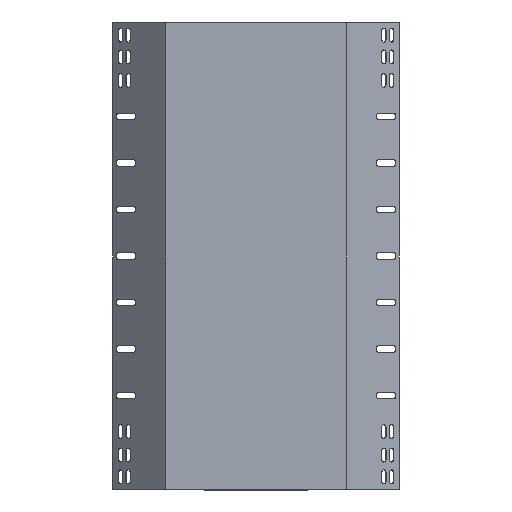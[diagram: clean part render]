
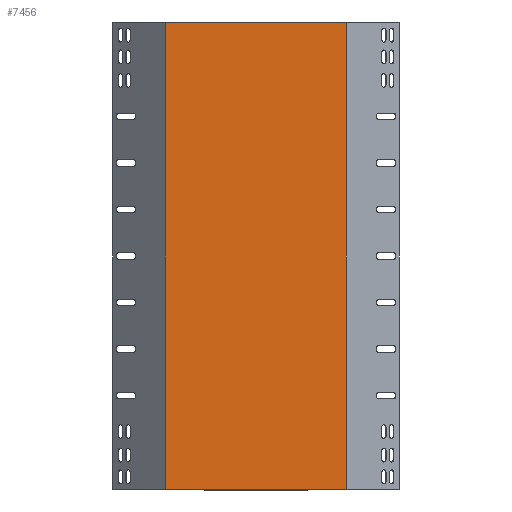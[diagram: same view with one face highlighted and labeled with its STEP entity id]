
A CAD part, front view. The second image highlights one B-rep face of the part: STEP entity #7456.
In plain terms, the highlighted planar face has unit normal (0, -1, 0).
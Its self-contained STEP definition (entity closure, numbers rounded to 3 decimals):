
#17 = ORIENTED_EDGE ( 'NONE', *, *, #6373, .F. ) ;
#507 = VECTOR ( 'NONE', #9239, 1000. ) ;
#1041 = EDGE_CURVE ( 'NONE', #2017, #9327, #9551, .T. ) ;
#1108 = DIRECTION ( 'NONE',  ( 0., 0., 1. ) ) ;
#1120 = DIRECTION ( 'NONE',  ( 0., 1., 0. ) ) ;
#1123 = PLANE ( 'NONE',  #3237 ) ;
#1144 = CARTESIAN_POINT ( 'NONE',  ( -118.918, -23.927, 225. ) ) ;
#2017 = VERTEX_POINT ( 'NONE', #4946 ) ;
#2258 = CARTESIAN_POINT ( 'NONE',  ( 75.013, -23.927, -275.8 ) ) ;
#2731 = VERTEX_POINT ( 'NONE', #2258 ) ;
#3237 = AXIS2_PLACEMENT_3D ( 'NONE', #1144, #1120, #1108 ) ;
#3382 = LINE ( 'NONE', #4535, #8709 ) ;
#3731 = VECTOR ( 'NONE', #6937, 1000. ) ;
#3914 = LINE ( 'NONE', #6952, #3731 ) ;
#4137 = EDGE_LOOP ( 'NONE', ( #7925, #8838, #17, #5485 ) ) ;
#4440 = CARTESIAN_POINT ( 'NONE',  ( 75.013, -23.927, 225.8 ) ) ;
#4449 = DIRECTION ( 'NONE',  ( 0., 0., 1. ) ) ;
#4535 = CARTESIAN_POINT ( 'NONE',  ( 75.013, -23.927, -275.612 ) ) ;
#4946 = CARTESIAN_POINT ( 'NONE',  ( -119.249, -23.927, -275.8 ) ) ;
#5485 = ORIENTED_EDGE ( 'NONE', *, *, #1041, .F. ) ;
#6373 = EDGE_CURVE ( 'NONE', #9327, #8704, #3914, .T. ) ;
#6873 = EDGE_CURVE ( 'NONE', #2731, #8704, #3382, .T. ) ;
#6937 = DIRECTION ( 'NONE',  ( 1., 0., 0. ) ) ;
#6952 = CARTESIAN_POINT ( 'NONE',  ( -120.153, -23.927, 225.8 ) ) ;
#7225 = VECTOR ( 'NONE', #7276, 1000. ) ;
#7276 = DIRECTION ( 'NONE',  ( 1., 0., 0. ) ) ;
#7315 = FACE_OUTER_BOUND ( 'NONE', #4137, .T. ) ;
#7456 = ADVANCED_FACE ( 'NONE', ( #7315 ), #1123, .F. ) ;
#7686 = CARTESIAN_POINT ( 'NONE',  ( -119.249, -23.927, 225.8 ) ) ;
#7925 = ORIENTED_EDGE ( 'NONE', *, *, #8181, .T. ) ;
#8181 = EDGE_CURVE ( 'NONE', #2017, #2731, #10059, .T. ) ;
#8704 = VERTEX_POINT ( 'NONE', #4440 ) ;
#8709 = VECTOR ( 'NONE', #4449, 1000. ) ;
#8838 = ORIENTED_EDGE ( 'NONE', *, *, #6873, .T. ) ;
#9239 = DIRECTION ( 'NONE',  ( 0., 0., 1. ) ) ;
#9253 = CARTESIAN_POINT ( 'NONE',  ( -119.249, -23.927, -275.612 ) ) ;
#9327 = VERTEX_POINT ( 'NONE', #7686 ) ;
#9551 = LINE ( 'NONE', #9253, #507 ) ;
#9870 = CARTESIAN_POINT ( 'NONE',  ( -120.153, -23.927, -275.8 ) ) ;
#10059 = LINE ( 'NONE', #9870, #7225 ) ;
